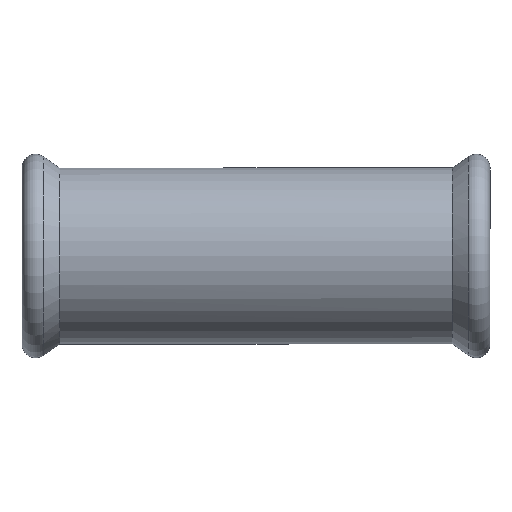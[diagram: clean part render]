
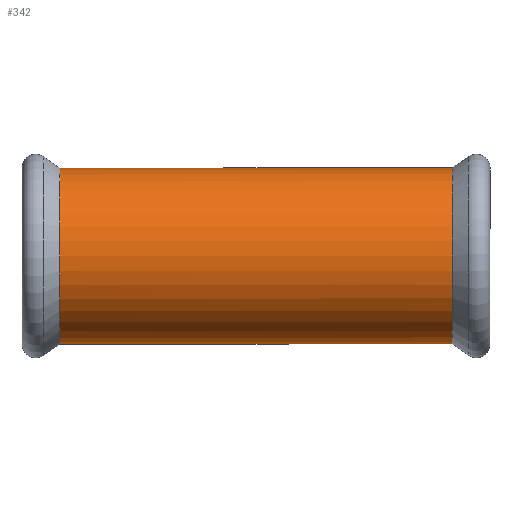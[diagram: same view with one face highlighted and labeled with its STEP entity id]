
A CAD part, front view. The second image highlights one B-rep face of the part: STEP entity #342.
In plain terms, the highlighted cylindrical face has radius 19.2 mm (diameter 38.4 mm), a full revolution.
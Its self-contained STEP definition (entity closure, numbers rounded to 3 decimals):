
#22=CYLINDRICAL_SURFACE('',#412,19.2);
#33=LINE('',#620,#45);
#45=VECTOR('',#521,19.2);
#77=FACE_OUTER_BOUND('',#103,.T.);
#103=EDGE_LOOP('',(#272,#273,#274,#275,#276,#277));
#119=CIRCLE('',#390,19.2);
#120=CIRCLE('',#391,19.2);
#128=CIRCLE('',#405,19.2);
#129=CIRCLE('',#406,19.2);
#150=VERTEX_POINT('',#581);
#151=VERTEX_POINT('',#583);
#158=VERTEX_POINT('',#608);
#159=VERTEX_POINT('',#610);
#182=EDGE_CURVE('',#150,#151,#119,.T.);
#183=EDGE_CURVE('',#151,#150,#120,.T.);
#195=EDGE_CURVE('',#158,#159,#128,.T.);
#196=EDGE_CURVE('',#159,#158,#129,.T.);
#200=EDGE_CURVE('',#151,#159,#33,.T.);
#272=ORIENTED_EDGE('',*,*,#183,.F.);
#273=ORIENTED_EDGE('',*,*,#200,.T.);
#274=ORIENTED_EDGE('',*,*,#195,.F.);
#275=ORIENTED_EDGE('',*,*,#196,.F.);
#276=ORIENTED_EDGE('',*,*,#200,.F.);
#277=ORIENTED_EDGE('',*,*,#182,.F.);
#342=ADVANCED_FACE('',(#77),#22,.T.);
#390=AXIS2_PLACEMENT_3D('',#584,#471,#472);
#391=AXIS2_PLACEMENT_3D('',#585,#473,#474);
#405=AXIS2_PLACEMENT_3D('',#611,#505,#506);
#406=AXIS2_PLACEMENT_3D('',#612,#507,#508);
#412=AXIS2_PLACEMENT_3D('',#619,#519,#520);
#471=DIRECTION('center_axis',(1.,0.,0.));
#472=DIRECTION('ref_axis',(0.,-1.,0.));
#473=DIRECTION('center_axis',(1.,0.,0.));
#474=DIRECTION('ref_axis',(0.,-1.,0.));
#505=DIRECTION('center_axis',(-1.,0.,0.));
#506=DIRECTION('ref_axis',(0.,1.,0.));
#507=DIRECTION('center_axis',(-1.,0.,0.));
#508=DIRECTION('ref_axis',(0.,1.,0.));
#519=DIRECTION('center_axis',(1.,0.,0.));
#520=DIRECTION('ref_axis',(0.,1.,0.));
#521=DIRECTION('',(-1.,0.,0.));
#581=CARTESIAN_POINT('',(42.77,-16.85,-9.205));
#583=CARTESIAN_POINT('',(42.77,-19.2,0.));
#584=CARTESIAN_POINT('Origin',(42.77,0.,0.));
#585=CARTESIAN_POINT('Origin',(42.77,0.,0.));
#608=CARTESIAN_POINT('',(-42.77,-16.85,9.205));
#610=CARTESIAN_POINT('',(-42.77,-19.2,0.));
#611=CARTESIAN_POINT('Origin',(-42.77,0.,0.));
#612=CARTESIAN_POINT('Origin',(-42.77,0.,0.));
#619=CARTESIAN_POINT('Origin',(0.,0.,0.));
#620=CARTESIAN_POINT('',(0.,-19.2,0.));
